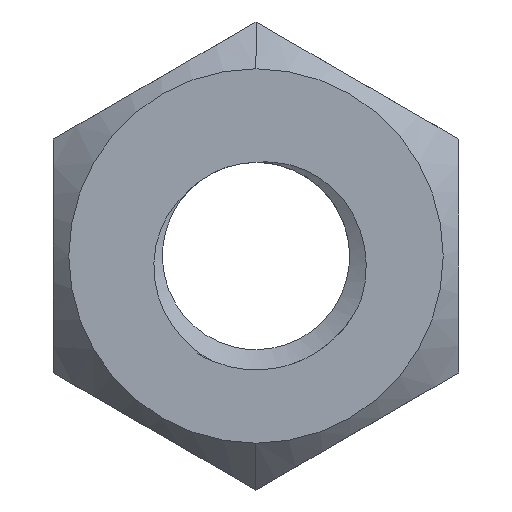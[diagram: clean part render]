
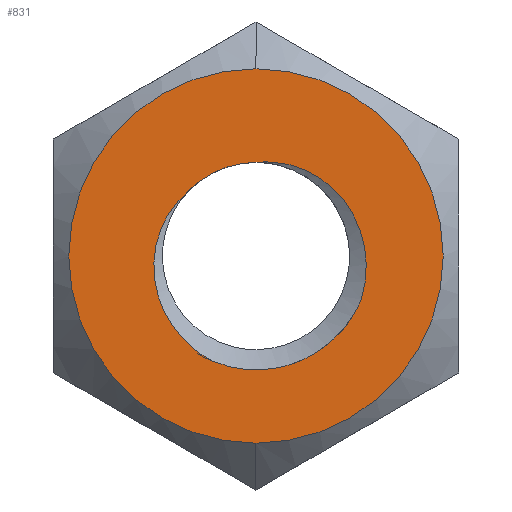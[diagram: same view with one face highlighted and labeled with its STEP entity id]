
A CAD part, front view. The second image highlights one B-rep face of the part: STEP entity #831.
In plain terms, the highlighted planar face has unit normal (0, -1, 0).
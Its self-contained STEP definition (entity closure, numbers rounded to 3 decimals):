
#76 = CARTESIAN_POINT ( 'NONE',  ( -1.243, -2.5, -2.06 ) ) ;
#88 = CARTESIAN_POINT ( 'NONE',  ( -2.086, -2.5, -0.895 ) ) ;
#113 = CARTESIAN_POINT ( 'NONE',  ( 2.127, -2.5, 0.854 ) ) ;
#133 = CARTESIAN_POINT ( 'NONE',  ( 0., -2.5, 0. ) ) ;
#155 = EDGE_CURVE ( 'NONE', #872, #1389, #1783, .T. ) ;
#184 = CARTESIAN_POINT ( 'NONE',  ( 1.221, -2.5, -2.111 ) ) ;
#240 = ORIENTED_EDGE ( 'NONE', *, *, #2093, .T. ) ;
#273 = DIRECTION ( 'NONE',  ( 0., -1., 0. ) ) ;
#277 = EDGE_CURVE ( 'NONE', #2488, #872, #2451, .T. ) ;
#279 = AXIS2_PLACEMENT_3D ( 'NONE', #2019, #795, #2405 ) ;
#292 = ORIENTED_EDGE ( 'NONE', *, *, #1898, .F. ) ;
#298 = CARTESIAN_POINT ( 'NONE',  ( 0., -2.5, 4. ) ) ;
#364 = ORIENTED_EDGE ( 'NONE', *, *, #277, .F. ) ;
#389 = CARTESIAN_POINT ( 'NONE',  ( 0.321, -2.5, -2.417 ) ) ;
#422 = CARTESIAN_POINT ( 'NONE',  ( 0., -2.5, -4. ) ) ;
#431 = CARTESIAN_POINT ( 'NONE',  ( 2.248, -2.5, -0.931 ) ) ;
#461 = EDGE_LOOP ( 'NONE', ( #364, #292, #1024, #2396 ) ) ;
#470 = CARTESIAN_POINT ( 'NONE',  ( -1.414, -2.5, 1.414 ) ) ;
#483 = CARTESIAN_POINT ( 'NONE',  ( -2.155, -2.5, 0.188 ) ) ;
#495 = CARTESIAN_POINT ( 'NONE',  ( -2.134, -2.5, -0.72 ) ) ;
#589 = CARTESIAN_POINT ( 'NONE',  ( -0.931, -2.5, -2.248 ) ) ;
#594 = CARTESIAN_POINT ( 'NONE',  ( 0.16, -2.5, -2.433 ) ) ;
#766 = CARTESIAN_POINT ( 'NONE',  ( 1.392, -2.5, 1.655 ) ) ;
#782 = DIRECTION ( 'NONE',  ( 0., 0., 1. ) ) ;
#795 = DIRECTION ( 'NONE',  ( 0., -1., 0. ) ) ;
#807 = CIRCLE ( 'NONE', #279, 4. ) ;
#820 = CARTESIAN_POINT ( 'NONE',  ( 1.484, -2.5, -1.935 ) ) ;
#831 = ADVANCED_FACE ( 'NONE', ( #1217, #2005 ), #2231, .F. ) ;
#872 = VERTEX_POINT ( 'NONE', #431 ) ;
#873 = EDGE_CURVE ( 'NONE', #1732, #1268, #807, .T. ) ;
#895 = CARTESIAN_POINT ( 'NONE',  ( -1.895, -2.5, 0.871 ) ) ;
#909 = CARTESIAN_POINT ( 'NONE',  ( -1.859, -2.5, -1.394 ) ) ;
#952 = DIRECTION ( 'NONE',  ( 0., 0., -1. ) ) ;
#989 = B_SPLINE_CURVE_WITH_KNOTS ( 'NONE', 3,
 ( #470, #1035, #1092, #895, #1544, #1916, #483, #2117, #1517, #495, #88, #2358, #909, #1300, #1729, #76, #1906, #1702 ),
 .UNSPECIFIED., .F., .F.,
 ( 4, 2, 2, 2, 2, 2, 2, 2, 4 ),
 ( 0., 0.001, 0.001, 0.002, 0.002, 0.003, 0.003, 0.004, 0.004 ),
 .UNSPECIFIED. ) ;
#1006 = CARTESIAN_POINT ( 'NONE',  ( -0.316, -2.5, -2.433 ) ) ;
#1024 = ORIENTED_EDGE ( 'NONE', *, *, #1341, .T. ) ;
#1030 = CARTESIAN_POINT ( 'NONE',  ( 1.607, -2.5, -1.834 ) ) ;
#1035 = CARTESIAN_POINT ( 'NONE',  ( -1.557, -2.5, 1.298 ) ) ;
#1092 = CARTESIAN_POINT ( 'NONE',  ( -1.682, -2.5, 1.166 ) ) ;
#1093 = AXIS2_PLACEMENT_3D ( 'NONE', #2045, #2256, #782 ) ;
#1105 = CARTESIAN_POINT ( 'NONE',  ( 1.236, -2.5, 1.753 ) ) ;
#1159 = CARTESIAN_POINT ( 'NONE',  ( -1.414, -2.5, 1.414 ) ) ;
#1175 = CARTESIAN_POINT ( 'NONE',  ( -0.634, -2.5, -2.371 ) ) ;
#1190 = CARTESIAN_POINT ( 'NONE',  ( 2.248, -2.5, -0.931 ) ) ;
#1217 = FACE_BOUND ( 'NONE', #461, .T. ) ;
#1268 = VERTEX_POINT ( 'NONE', #298 ) ;
#1298 = CARTESIAN_POINT ( 'NONE',  ( 2.248, -2.5, -0.931 ) ) ;
#1300 = CARTESIAN_POINT ( 'NONE',  ( -1.645, -2.5, -1.687 ) ) ;
#1322 = EDGE_LOOP ( 'NONE', ( #1908, #240 ) ) ;
#1327 = CARTESIAN_POINT ( 'NONE',  ( 0.183, -2.5, 2.019 ) ) ;
#1341 = EDGE_CURVE ( 'NONE', #2304, #1389, #2467, .T. ) ;
#1343 = CARTESIAN_POINT ( 'NONE',  ( 2.272, -2.5, 0.507 ) ) ;
#1382 = CARTESIAN_POINT ( 'NONE',  ( 0., -2.5, 0. ) ) ;
#1389 = VERTEX_POINT ( 'NONE', #2620 ) ;
#1399 = CARTESIAN_POINT ( 'NONE',  ( 1.934, -2.5, -1.484 ) ) ;
#1437 = AXIS2_PLACEMENT_3D ( 'NONE', #133, #273, #952 ) ;
#1517 = CARTESIAN_POINT ( 'NONE',  ( -2.186, -2.5, -0.358 ) ) ;
#1544 = CARTESIAN_POINT ( 'NONE',  ( -1.983, -2.5, 0.708 ) ) ;
#1571 = CARTESIAN_POINT ( 'NONE',  ( 0.367, -2.5, 2.014 ) ) ;
#1702 = CARTESIAN_POINT ( 'NONE',  ( -0.931, -2.5, -2.248 ) ) ;
#1714 = CARTESIAN_POINT ( 'NONE',  ( 0.729, -2.5, 1.955 ) ) ;
#1729 = CARTESIAN_POINT ( 'NONE',  ( -1.519, -2.5, -1.823 ) ) ;
#1732 = VERTEX_POINT ( 'NONE', #422 ) ;
#1743 = CARTESIAN_POINT ( 'NONE',  ( 0., -2.5, 2. ) ) ;
#1775 = CARTESIAN_POINT ( 'NONE',  ( 2.336, -2.5, -0.577 ) ) ;
#1783 = B_SPLINE_CURVE_WITH_KNOTS ( 'NONE', 3,
 ( #1298, #1974, #1775, #1944, #2173, #1343, #113, #2115, #2594, #766, #1105, #2130, #1714, #1571, #1327, #1743 ),
 .UNSPECIFIED., .F., .F.,
 ( 4, 2, 2, 2, 2, 2, 2, 4 ),
 ( 0., 0.001, 0.001, 0.002, 0.003, 0.003, 0.004, 0.004 ),
 .UNSPECIFIED. ) ;
#1830 = CARTESIAN_POINT ( 'NONE',  ( 2.186, -2.5, -1.079 ) ) ;
#1898 = EDGE_CURVE ( 'NONE', #2304, #2488, #989, .T. ) ;
#1906 = CARTESIAN_POINT ( 'NONE',  ( -1.094, -2.5, -2.162 ) ) ;
#1908 = ORIENTED_EDGE ( 'NONE', *, *, #873, .T. ) ;
#1916 = CARTESIAN_POINT ( 'NONE',  ( -2.112, -2.5, 0.369 ) ) ;
#1944 = CARTESIAN_POINT ( 'NONE',  ( 2.363, -2.5, -0.215 ) ) ;
#1974 = CARTESIAN_POINT ( 'NONE',  ( 2.302, -2.5, -0.755 ) ) ;
#1990 = CARTESIAN_POINT ( 'NONE',  ( 1.078, -2.5, -2.187 ) ) ;
#2005 = FACE_OUTER_BOUND ( 'NONE', #1322, .T. ) ;
#2019 = CARTESIAN_POINT ( 'NONE',  ( 0., -2.5, 0. ) ) ;
#2029 = CARTESIAN_POINT ( 'NONE',  ( 0.784, -2.5, -2.309 ) ) ;
#2045 = CARTESIAN_POINT ( 'NONE',  ( 0., -2.5, 0. ) ) ;
#2093 = EDGE_CURVE ( 'NONE', #1268, #1732, #2598, .T. ) ;
#2115 = CARTESIAN_POINT ( 'NONE',  ( 1.801, -2.5, 1.291 ) ) ;
#2117 = CARTESIAN_POINT ( 'NONE',  ( -2.191, -2.5, -0.174 ) ) ;
#2130 = CARTESIAN_POINT ( 'NONE',  ( 0.903, -2.5, 1.903 ) ) ;
#2173 = CARTESIAN_POINT ( 'NONE',  ( 2.356, -2.5, -0.03 ) ) ;
#2186 = CARTESIAN_POINT ( 'NONE',  ( 1.834, -2.5, -1.607 ) ) ;
#2200 = DIRECTION ( 'NONE',  ( 0., 1., 0. ) ) ;
#2217 = CARTESIAN_POINT ( 'NONE',  ( 2.11, -2.5, -1.221 ) ) ;
#2231 = PLANE ( 'NONE',  #1093 ) ;
#2256 = DIRECTION ( 'NONE',  ( 0., 1., 0. ) ) ;
#2304 = VERTEX_POINT ( 'NONE', #1159 ) ;
#2358 = CARTESIAN_POINT ( 'NONE',  ( -1.948, -2.5, -1.233 ) ) ;
#2396 = ORIENTED_EDGE ( 'NONE', *, *, #155, .F. ) ;
#2405 = DIRECTION ( 'NONE',  ( 0., 0., -1. ) ) ;
#2434 = CARTESIAN_POINT ( 'NONE',  ( 0.632, -2.5, -2.355 ) ) ;
#2451 = B_SPLINE_CURVE_WITH_KNOTS ( 'NONE', 3,
 ( #2622, #1175, #1006, #594, #389, #2434, #2029, #1990, #184, #820, #1030, #2186, #1399, #2217, #1830, #1190 ),
 .UNSPECIFIED., .F., .F.,
 ( 4, 2, 2, 2, 2, 2, 2, 4 ),
 ( 0., 0.001, 0.001, 0.002, 0.002, 0.003, 0.003, 0.004 ),
 .UNSPECIFIED. ) ;
#2467 = CIRCLE ( 'NONE', #2504, 2. ) ;
#2488 = VERTEX_POINT ( 'NONE', #589 ) ;
#2504 = AXIS2_PLACEMENT_3D ( 'NONE', #1382, #2200, #2635 ) ;
#2594 = CARTESIAN_POINT ( 'NONE',  ( 1.673, -2.5, 1.425 ) ) ;
#2598 = CIRCLE ( 'NONE', #1437, 4. ) ;
#2620 = CARTESIAN_POINT ( 'NONE',  ( 0., -2.5, 2. ) ) ;
#2622 = CARTESIAN_POINT ( 'NONE',  ( -0.931, -2.5, -2.248 ) ) ;
#2635 = DIRECTION ( 'NONE',  ( 0., 0., 1. ) ) ;
